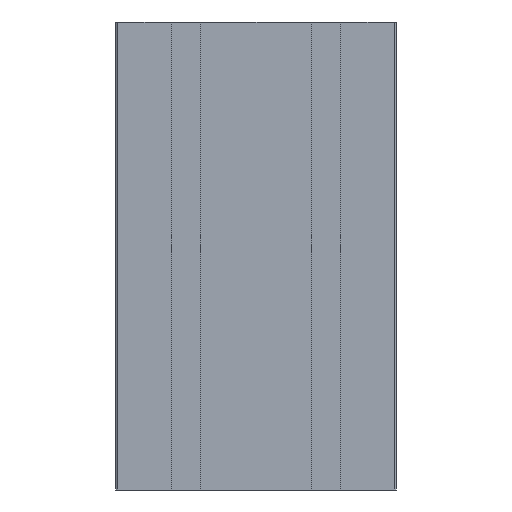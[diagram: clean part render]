
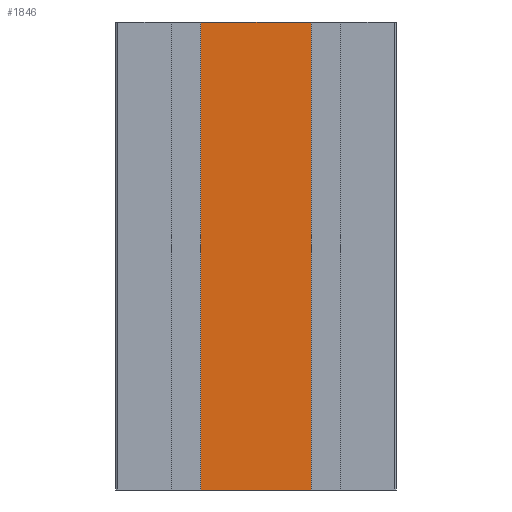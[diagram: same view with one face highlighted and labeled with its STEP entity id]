
A CAD part, front view. The second image highlights one B-rep face of the part: STEP entity #1846.
In plain terms, the highlighted planar face has unit normal (0, -1, 0).
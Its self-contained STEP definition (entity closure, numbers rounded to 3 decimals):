
#84 = FACE_OUTER_BOUND ( 'NONE', #5177, .T. ) ;
#431 = CARTESIAN_POINT ( 'NONE',  ( 7715.631, 2879.466, 0. ) ) ;
#532 = VECTOR ( 'NONE', #5648, 1000. ) ;
#540 = ORIENTED_EDGE ( 'NONE', *, *, #6787, .T. ) ;
#1267 = VERTEX_POINT ( 'NONE', #6619 ) ;
#1770 = CARTESIAN_POINT ( 'NONE',  ( 7739.331, 2879.466, 100. ) ) ;
#1846 = ADVANCED_FACE ( 'NONE', ( #84 ), #4370, .F. ) ;
#1916 = VECTOR ( 'NONE', #3988, 1000. ) ;
#2074 = CARTESIAN_POINT ( 'NONE',  ( 7756.981, 2879.466, 100. ) ) ;
#2116 = LINE ( 'NONE', #3369, #1916 ) ;
#2320 = LINE ( 'NONE', #2074, #5136 ) ;
#2727 = DIRECTION ( 'NONE',  ( 1., 0., 0. ) ) ;
#3369 = CARTESIAN_POINT ( 'NONE',  ( 7756.981, 2879.466, 0. ) ) ;
#3988 = DIRECTION ( 'NONE',  ( 1., 0., 0. ) ) ;
#4347 = DIRECTION ( 'NONE',  ( 0., 1., 0. ) ) ;
#4370 = PLANE ( 'NONE',  #5658 ) ;
#4397 = CARTESIAN_POINT ( 'NONE',  ( 7715.631, 2879.466, 100. ) ) ;
#4399 = VERTEX_POINT ( 'NONE', #5953 ) ;
#4431 = DIRECTION ( 'NONE',  ( 0., 0., 1. ) ) ;
#4472 = VERTEX_POINT ( 'NONE', #1770 ) ;
#4983 = ORIENTED_EDGE ( 'NONE', *, *, #6801, .T. ) ;
#5086 = CARTESIAN_POINT ( 'NONE',  ( 7739.331, 2879.466, 100. ) ) ;
#5136 = VECTOR ( 'NONE', #2727, 1000. ) ;
#5177 = EDGE_LOOP ( 'NONE', ( #540, #6778, #6356, #4983 ) ) ;
#5303 = LINE ( 'NONE', #5086, #532 ) ;
#5484 = VECTOR ( 'NONE', #6895, 1000. ) ;
#5648 = DIRECTION ( 'NONE',  ( 0., 0., 1. ) ) ;
#5658 = AXIS2_PLACEMENT_3D ( 'NONE', #4397, #4347, #4431 ) ;
#5663 = LINE ( 'NONE', #6218, #5484 ) ;
#5953 = CARTESIAN_POINT ( 'NONE',  ( 7715.631, 2879.466, 100. ) ) ;
#6218 = CARTESIAN_POINT ( 'NONE',  ( 7715.631, 2879.466, 100. ) ) ;
#6356 = ORIENTED_EDGE ( 'NONE', *, *, #6770, .F. ) ;
#6619 = CARTESIAN_POINT ( 'NONE',  ( 7739.331, 2879.466, 0. ) ) ;
#6770 = EDGE_CURVE ( 'NONE', #6899, #4399, #5663, .T. ) ;
#6778 = ORIENTED_EDGE ( 'NONE', *, *, #6800, .F. ) ;
#6787 = EDGE_CURVE ( 'NONE', #1267, #4472, #5303, .T. ) ;
#6800 = EDGE_CURVE ( 'NONE', #4399, #4472, #2320, .T. ) ;
#6801 = EDGE_CURVE ( 'NONE', #6899, #1267, #2116, .T. ) ;
#6895 = DIRECTION ( 'NONE',  ( 0., 0., 1. ) ) ;
#6899 = VERTEX_POINT ( 'NONE', #431 ) ;
